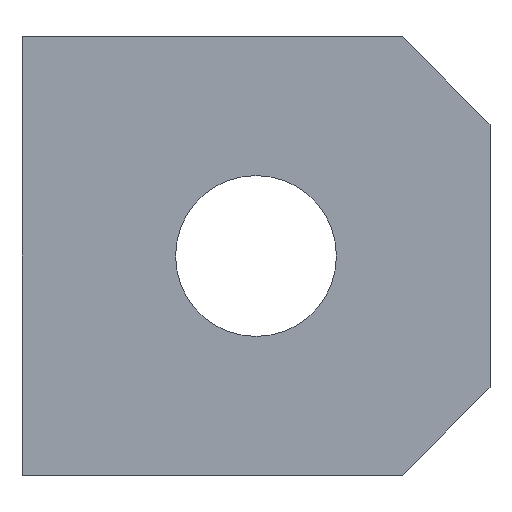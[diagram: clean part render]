
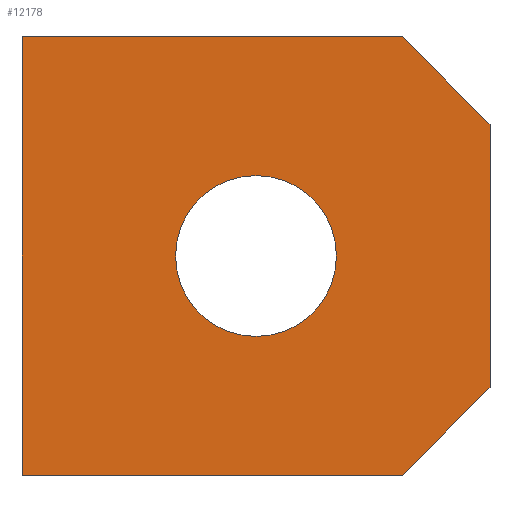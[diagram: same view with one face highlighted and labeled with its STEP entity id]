
A CAD part, left-side view. The second image highlights one B-rep face of the part: STEP entity #12178.
In plain terms, the highlighted planar face has unit normal (-1, 0, 0).
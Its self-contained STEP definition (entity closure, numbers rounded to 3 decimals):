
#12178=ADVANCED_FACE('',(#23788,#23790),#23792,.T.);
#23788=FACE_BOUND('',#23789,.T.);
#23789=EDGE_LOOP('',(#32454,#32455,#32456,#32457,#32458,#32459));
#23790=FACE_BOUND('',#23791,.T.);
#23791=EDGE_LOOP('',(#32460));
#23792=PLANE('',#23793);
#23793=AXIS2_PLACEMENT_3D('',#23794,#23795,#23796);
#23794=CARTESIAN_POINT('',(-65.,0.,0.));
#23795=DIRECTION('',(-1.,-0.,-0.));
#23796=DIRECTION('',(0.,0.,-1.));
#32454=ORIENTED_EDGE('',*,*,#36110,.T.);
#32455=ORIENTED_EDGE('',*,*,#38566,.T.);
#32456=ORIENTED_EDGE('',*,*,#36104,.T.);
#32457=ORIENTED_EDGE('',*,*,#38436,.T.);
#32458=ORIENTED_EDGE('',*,*,#38434,.T.);
#32459=ORIENTED_EDGE('',*,*,#38432,.T.);
#32460=ORIENTED_EDGE('',*,*,#38565,.T.);
#36104=EDGE_CURVE('',#41631,#41629,#41632,.T.);
#36110=EDGE_CURVE('',#41641,#41639,#41642,.T.);
#38432=EDGE_CURVE('',#45132,#41641,#45133,.T.);
#38434=EDGE_CURVE('',#45135,#45132,#45136,.T.);
#38436=EDGE_CURVE('',#41629,#45135,#45138,.T.);
#38565=EDGE_CURVE('',#45332,#45332,#45333,.F.);
#38566=EDGE_CURVE('',#41639,#41631,#45334,.T.);
#41629=VERTEX_POINT('',#52189);
#41631=VERTEX_POINT('',#52193);
#41632=LINE('',#52194,#52195);
#41639=VERTEX_POINT('',#52211);
#41641=VERTEX_POINT('',#52215);
#41642=LINE('',#52216,#52217);
#45132=VERTEX_POINT('',#61234);
#45133=LINE('',#61235,#61236);
#45135=VERTEX_POINT('',#61241);
#45136=LINE('',#61242,#61243);
#45138=LINE('',#61248,#61249);
#45332=VERTEX_POINT('',#61750);
#45333=CIRCLE('',#61751,27.5);
#45334=LINE('',#61755,#61756);
#52189=CARTESIAN_POINT('',(-65.,-50.,-75.));
#52193=CARTESIAN_POINT('',(-65.,80.,-75.));
#52194=CARTESIAN_POINT('',(-65.,80.,-75.));
#52195=VECTOR('',#52196,1.);
#52196=DIRECTION('',(0.,-1.,0.));
#52211=CARTESIAN_POINT('',(-65.,80.,75.));
#52215=CARTESIAN_POINT('',(-65.,-50.,75.));
#52216=CARTESIAN_POINT('',(-65.,-50.,75.));
#52217=VECTOR('',#52218,1.);
#52218=DIRECTION('',(0.,1.,0.));
#61234=CARTESIAN_POINT('',(-65.,-80.,45.));
#61235=CARTESIAN_POINT('',(-65.,-80.,45.));
#61236=VECTOR('',#61237,1.);
#61237=DIRECTION('',(0.,0.707,0.707));
#61241=CARTESIAN_POINT('',(-65.,-80.,-45.));
#61242=CARTESIAN_POINT('',(-65.,-80.,-45.));
#61243=VECTOR('',#61244,1.);
#61244=DIRECTION('',(0.,0.,1.));
#61248=CARTESIAN_POINT('',(-65.,-50.,-75.));
#61249=VECTOR('',#61250,1.);
#61250=DIRECTION('',(0.,-0.707,0.707));
#61750=CARTESIAN_POINT('',(-65.,0.,-27.5));
#61751=AXIS2_PLACEMENT_3D('',#61752,#61753,#61754);
#61752=CARTESIAN_POINT('',(-65.,0.,0.));
#61753=DIRECTION('',(-1.,-0.,-0.));
#61754=DIRECTION('',(0.,0.,-1.));
#61755=CARTESIAN_POINT('',(-65.,80.,75.));
#61756=VECTOR('',#61757,1.);
#61757=DIRECTION('',(0.,0.,-1.));
